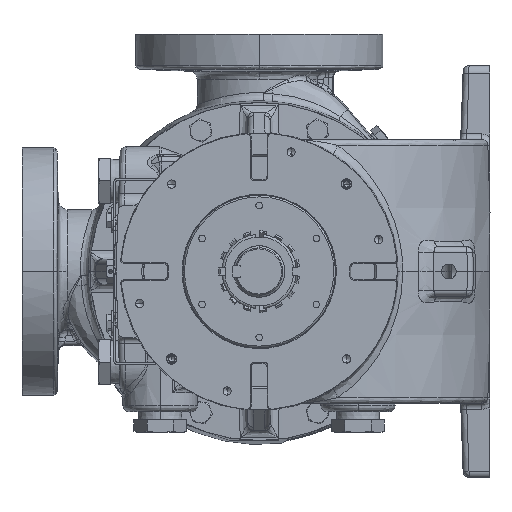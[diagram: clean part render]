
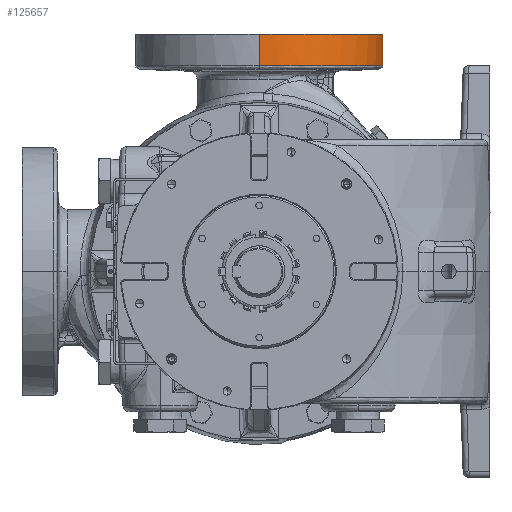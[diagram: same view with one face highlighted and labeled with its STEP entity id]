
A CAD part, left-side view. The second image highlights one B-rep face of the part: STEP entity #125657.
In plain terms, the highlighted cylindrical face has radius 95.25 mm (diameter 190.5 mm), a partial arc.
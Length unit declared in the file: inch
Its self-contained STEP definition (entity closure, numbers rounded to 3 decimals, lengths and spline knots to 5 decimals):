
#10312 = CARTESIAN_POINT ( 'NONE',  ( 6.97506, -0.97231, 7.19 ) ) ;
#11024 = CARTESIAN_POINT ( 'NONE',  ( 3.59044, -3.75, 7.19 ) ) ;
#11736 = CARTESIAN_POINT ( 'NONE',  ( -0.21347, -1.20831, 7.19 ) ) ;
#18717 = CARTESIAN_POINT ( 'NONE',  ( 3.345, 0., 6.24588 ) ) ;
#20998 = CIRCLE ( 'NONE', #101562, 3.75 ) ;
#25916 = VECTOR ( 'NONE', #51450, 39.37008 ) ;
#27010 = CARTESIAN_POINT ( 'NONE',  ( 6.71562, -1.66182, 7.19 ) ) ;
#27754 = CARTESIAN_POINT ( 'NONE',  ( 2.85413, -3.72583, 7.19 ) ) ;
#28465 = CARTESIAN_POINT ( 'NONE',  ( -0.38083, -0.49087, 7.19 ) ) ;
#35454 = DIRECTION ( 'NONE',  ( -1., 0., 0. ) ) ;
#37636 = AXIS2_PLACEMENT_3D ( 'NONE', #95958, #211570, #194956 ) ;
#43729 = CARTESIAN_POINT ( 'NONE',  ( 6.32665, -2.28746, 7.19 ) ) ;
#44426 = CARTESIAN_POINT ( 'NONE',  ( 2.13669, -3.55847, 7.19 ) ) ;
#45114 = CARTESIAN_POINT ( 'NONE',  ( -0.405, 0., 7.19 ) ) ;
#50619 = CARTESIAN_POINT ( 'NONE',  ( -0.405, 0., 6.24588 ) ) ;
#51450 = DIRECTION ( 'NONE',  ( 0., 0., 1. ) ) ;
#51897 = EDGE_CURVE ( 'NONE', #99486, #104166, #64773, .T. ) ;
#59490 = CARTESIAN_POINT ( 'NONE',  ( 7.095, 0., 7.19 ) ) ;
#60384 = CARTESIAN_POINT ( 'NONE',  ( 5.8231, -2.8252, 7.19 ) ) ;
#61086 = CARTESIAN_POINT ( 'NONE',  ( 1.46568, -3.25437, 7.19 ) ) ;
#62787 = CARTESIAN_POINT ( 'NONE',  ( -0.405, 0., 8.91927 ) ) ;
#64773 = LINE ( 'NONE', #86774, #25916 ) ;
#76940 = CARTESIAN_POINT ( 'NONE',  ( 5.22432, -3.25437, 7.19 ) ) ;
#77640 = CARTESIAN_POINT ( 'NONE',  ( 0.8669, -2.8252, 7.19 ) ) ;
#82139 = LINE ( 'NONE', #62787, #214056 ) ;
#83480 = EDGE_CURVE ( 'NONE', #99486, #92309, #20998, .T. ) ;
#86659 = EDGE_CURVE ( 'NONE', #104166, #136866, #132562, .T. ) ;
#86774 = CARTESIAN_POINT ( 'NONE',  ( 7.095, 0., 8.91927 ) ) ;
#87807 = ORIENTED_EDGE ( 'NONE', *, *, #51897, .T. ) ;
#90690 = CARTESIAN_POINT ( 'NONE',  ( -0.405, 0., 7.19 ) ) ;
#92309 = VERTEX_POINT ( 'NONE', #50619 ) ;
#93563 = CARTESIAN_POINT ( 'NONE',  ( 4.55331, -3.55847, 7.19 ) ) ;
#94275 = CARTESIAN_POINT ( 'NONE',  ( 0.36335, -2.28746, 7.19 ) ) ;
#95958 = CARTESIAN_POINT ( 'NONE',  ( 3.345, 0., 8.91927 ) ) ;
#99486 = VERTEX_POINT ( 'NONE', #184571 ) ;
#101562 = AXIS2_PLACEMENT_3D ( 'NONE', #18717, #134468, #35454 ) ;
#104166 = VERTEX_POINT ( 'NONE', #59490 ) ;
#107723 = CYLINDRICAL_SURFACE ( 'NONE', #37636, 3.75 ) ;
#109493 = CARTESIAN_POINT ( 'NONE',  ( 7.095, 0., 7.19 ) ) ;
#110204 = CARTESIAN_POINT ( 'NONE',  ( 3.83587, -3.72583, 7.19 ) ) ;
#110895 = CARTESIAN_POINT ( 'NONE',  ( -0.02562, -1.66182, 7.19 ) ) ;
#117307 = EDGE_LOOP ( 'NONE', ( #176752, #139942, #87807, #208349 ) ) ;
#125657 = ADVANCED_FACE ( 'NONE', ( #156860 ), #107723, .T. ) ;
#126128 = CARTESIAN_POINT ( 'NONE',  ( 6.90347, -1.20831, 7.19 ) ) ;
#126830 = CARTESIAN_POINT ( 'NONE',  ( 3.09956, -3.75, 7.19 ) ) ;
#127546 = CARTESIAN_POINT ( 'NONE',  ( -0.28506, -0.97231, 7.19 ) ) ;
#132562 = B_SPLINE_CURVE_WITH_KNOTS ( 'NONE', 3,
 ( #109493, #208442, #174480, #10312, #126128, #27010, #142725, #43729, #159339, #60384, #175888, #76940, #192561, #93563, #209166, #110204, #11024, #126830, #27754, #143434, #44426, #160028, #61086, #176599, #77640, #193283, #94275, #209873, #110895, #11736, #127546, #28465, #144154, #45114 ),
 .UNSPECIFIED., .F., .F.,
 ( 4, 2, 2, 2, 2, 2, 2, 2, 2, 2, 2, 2, 2, 2, 2, 2, 4 ),
 ( 0., 0.0625, 0.125, 0.1875, 0.25, 0.3125, 0.375, 0.4375, 0.5, 0.5625, 0.625, 0.6875, 0.75, 0.8125, 0.875, 0.9375, 1. ),
 .UNSPECIFIED. ) ;
#134468 = DIRECTION ( 'NONE',  ( 0., 0., -1. ) ) ;
#136866 = VERTEX_POINT ( 'NONE', #90690 ) ;
#139942 = ORIENTED_EDGE ( 'NONE', *, *, #83480, .F. ) ;
#142725 = CARTESIAN_POINT ( 'NONE',  ( 6.59937, -1.87932, 7.19 ) ) ;
#143434 = CARTESIAN_POINT ( 'NONE',  ( 2.37269, -3.63006, 7.19 ) ) ;
#144154 = CARTESIAN_POINT ( 'NONE',  ( -0.405, -0.24544, 7.19 ) ) ;
#154248 = EDGE_CURVE ( 'NONE', #92309, #136866, #82139, .T. ) ;
#156860 = FACE_OUTER_BOUND ( 'NONE', #117307, .T. ) ;
#159339 = CARTESIAN_POINT ( 'NONE',  ( 6.1702, -2.4781, 7.19 ) ) ;
#160028 = CARTESIAN_POINT ( 'NONE',  ( 1.68318, -3.37062, 7.19 ) ) ;
#161725 = DIRECTION ( 'NONE',  ( 0., 0., 1. ) ) ;
#174480 = CARTESIAN_POINT ( 'NONE',  ( 7.07083, -0.49087, 7.19 ) ) ;
#175888 = CARTESIAN_POINT ( 'NONE',  ( 5.63246, -2.98165, 7.19 ) ) ;
#176599 = CARTESIAN_POINT ( 'NONE',  ( 1.05754, -2.98165, 7.19 ) ) ;
#176752 = ORIENTED_EDGE ( 'NONE', *, *, #154248, .F. ) ;
#184571 = CARTESIAN_POINT ( 'NONE',  ( 7.095, 0., 6.24588 ) ) ;
#192561 = CARTESIAN_POINT ( 'NONE',  ( 5.00682, -3.37062, 7.19 ) ) ;
#193283 = CARTESIAN_POINT ( 'NONE',  ( 0.5198, -2.4781, 7.19 ) ) ;
#194956 = DIRECTION ( 'NONE',  ( 1., 0., 0. ) ) ;
#208349 = ORIENTED_EDGE ( 'NONE', *, *, #86659, .T. ) ;
#208442 = CARTESIAN_POINT ( 'NONE',  ( 7.095, -0.24544, 7.19 ) ) ;
#209166 = CARTESIAN_POINT ( 'NONE',  ( 4.31731, -3.63006, 7.19 ) ) ;
#209873 = CARTESIAN_POINT ( 'NONE',  ( 0.09063, -1.87932, 7.19 ) ) ;
#211570 = DIRECTION ( 'NONE',  ( 0., 0., 1. ) ) ;
#214056 = VECTOR ( 'NONE', #161725, 39.37008 ) ;
